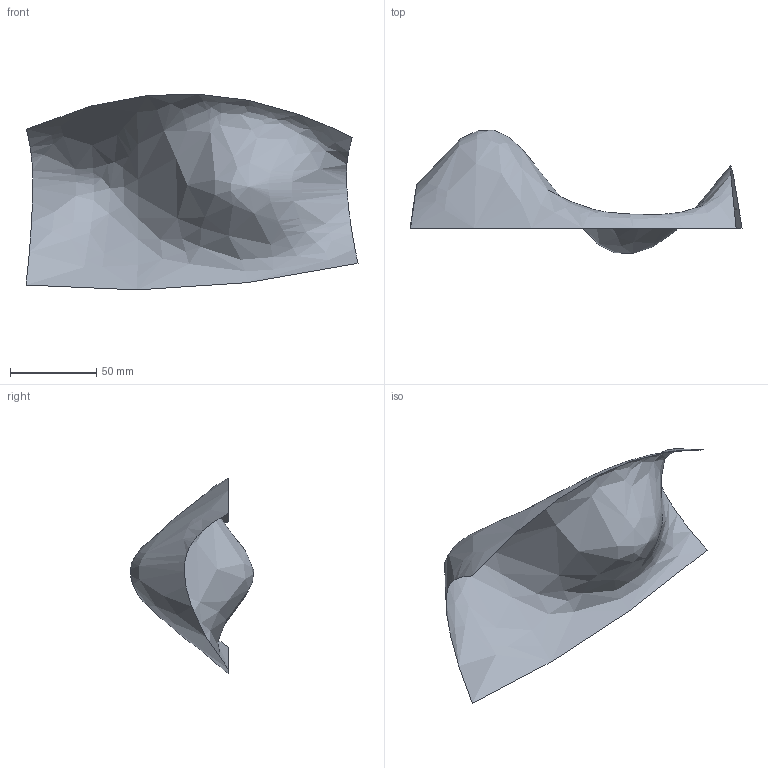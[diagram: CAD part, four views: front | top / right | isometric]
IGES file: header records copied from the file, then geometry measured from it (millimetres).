
Start section: SolidWorks IGES file using analytic representation for surfaces
Global section: file name: Curvature.IGS; native system: SolidWorks 2012; preprocessor: SolidWorks 2012; author: GSGILL; date: 120215.123041; units: millimetre
Bounding box: 192.1 x 71.36 x 113.27 mm (x, y, z)
Surface area: 26473.7 mm2 (no closed solid volume)
Topology: 0 solids, 0 shells, 1 faces, 4 edges, 4 vertices
Faces by surface type: bspline 1
